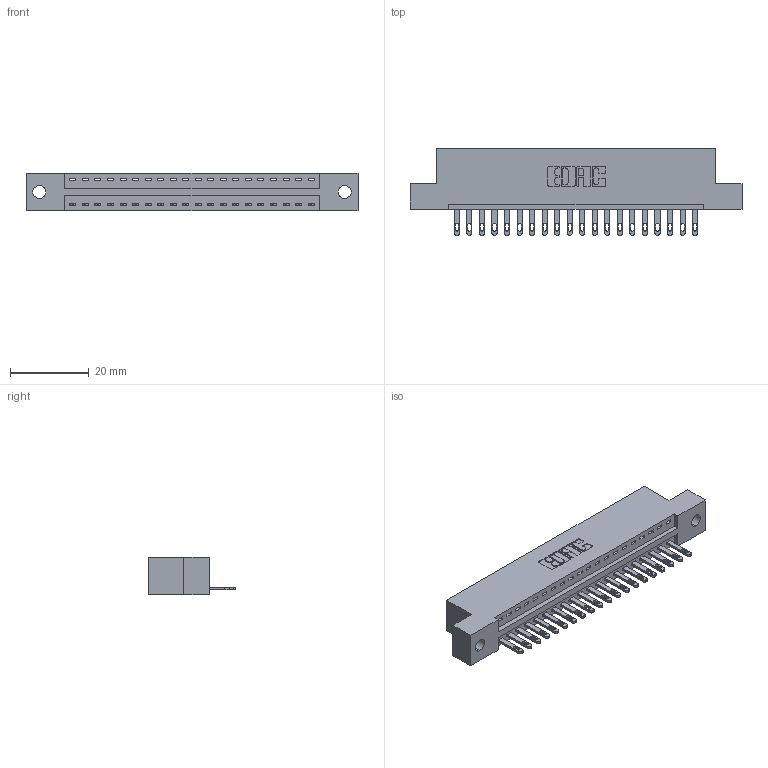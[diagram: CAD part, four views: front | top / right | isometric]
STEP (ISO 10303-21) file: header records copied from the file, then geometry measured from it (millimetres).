
FILE_DESCRIPTION (( 'STEP AP203' ), '1' );
FILE_NAME ('896-020-500-102.STEP', '2021-07-27T16:26:41', ( '' ), ( '' ), 'SwSTEP 2.0', 'SolidWorks 2020', '' );
FILE_SCHEMA (( 'CONFIG_CONTROL_DESIGN' ));
Length unit declared in the file: inch
Products named in the file (3): 345-292-001_345-293-100; 846 Part_Flush Mounting Lugs - 0.128 Dia; 896-020-500-102
Assembly tree (21 placements, depth 2):
  896-020-500-102
    846 Part_Flush Mounting Lugs - 0.128 Dia
    345-292-001_345-293-100  x20
Bounding box: 84.07 x 21.84 x 9.4 mm (x, y, z)
Volume: 7871.9 mm3; surface area: 9376.8 mm2
Topology: 21 solids, 21 shells, 1202 faces, 3689 edges, 2458 vertices
Faces by surface type: plane 756, cylinder 446
Entity records: 15307 total; most frequent: CARTESIAN_POINT 2636, ORIENTED_EDGE 2590, DIRECTION 2355, EDGE_CURVE 1295, VECTOR 1079, LINE 1079, VERTEX_POINT 862, AXIS2_PLACEMENT_3D 638
